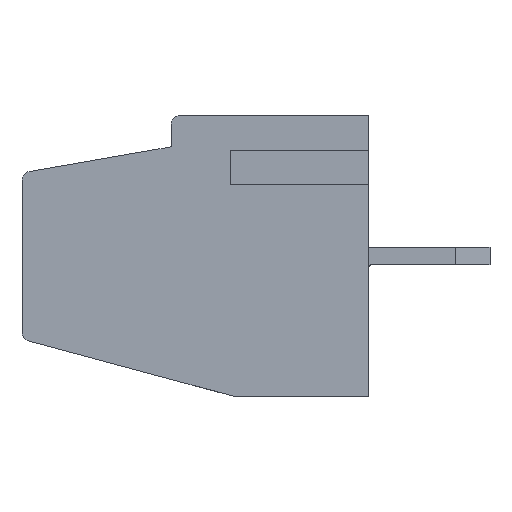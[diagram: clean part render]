
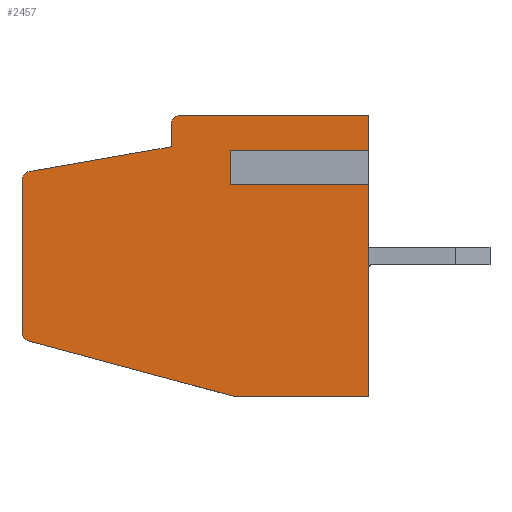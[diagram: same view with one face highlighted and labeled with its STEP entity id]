
A CAD part, left-side view. The second image highlights one B-rep face of the part: STEP entity #2457.
In plain terms, the highlighted planar face has unit normal (-1, 0, 0).
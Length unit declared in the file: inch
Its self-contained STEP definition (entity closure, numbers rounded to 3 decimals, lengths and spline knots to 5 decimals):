
#60 = DIRECTION ( 'NONE',  ( 0., 0., -1. ) ) ;
#71 = DIRECTION ( 'NONE',  ( -1., 0., 0. ) ) ;
#143 = CIRCLE ( 'NONE', #4593, 0.00984 ) ;
#249 = CARTESIAN_POINT ( 'NONE',  ( -0.2, 0.02756, 0.12402 ) ) ;
#357 = CARTESIAN_POINT ( 'NONE',  ( -0.2, 0.03709, -0.13756 ) ) ;
#387 = DIRECTION ( 'NONE',  ( 0., 0., -1. ) ) ;
#403 = ORIENTED_EDGE ( 'NONE', *, *, #4379, .T. ) ;
#475 = EDGE_CURVE ( 'NONE', #3462, #2025, #813, .T. ) ;
#507 = CARTESIAN_POINT ( 'NONE',  ( -0.2, -0.19685, 0.15945 ) ) ;
#774 = DIRECTION ( 'NONE',  ( 0., -1., 0. ) ) ;
#802 = VECTOR ( 'NONE', #774, 39.37008 ) ;
#813 = LINE ( 'NONE', #357, #4376 ) ;
#842 = VERTEX_POINT ( 'NONE', #1642 ) ;
#860 = VERTEX_POINT ( 'NONE', #2126 ) ;
#983 = CARTESIAN_POINT ( 'NONE',  ( -0.2, 0.19685, 0.08621 ) ) ;
#984 = ORIENTED_EDGE ( 'NONE', *, *, #2954, .T. ) ;
#985 = CARTESIAN_POINT ( 'NONE',  ( -0.2, 0.18701, -0.08695 ) ) ;
#1085 = DIRECTION ( 'NONE',  ( 1., 0., 0. ) ) ;
#1091 = VECTOR ( 'NONE', #2836, 39.37008 ) ;
#1143 = ORIENTED_EDGE ( 'NONE', *, *, #5458, .F. ) ;
#1220 = CIRCLE ( 'NONE', #2597, 0.00984 ) ;
#1612 = ORIENTED_EDGE ( 'NONE', *, *, #2284, .F. ) ;
#1642 = CARTESIAN_POINT ( 'NONE',  ( -0.2, 0.19685, -0.08695 ) ) ;
#1654 = CARTESIAN_POINT ( 'NONE',  ( -0.2, -0.19685, 0.15945 ) ) ;
#1909 = VECTOR ( 'NONE', #5811, 39.37008 ) ;
#1959 = EDGE_CURVE ( 'NONE', #3056, #842, #3735, .T. ) ;
#2025 = VERTEX_POINT ( 'NONE', #4850 ) ;
#2040 = LINE ( 'NONE', #3937, #1909 ) ;
#2126 = CARTESIAN_POINT ( 'NONE',  ( -0.2, -0.19685, -0.15945 ) ) ;
#2200 = LINE ( 'NONE', #4531, #802 ) ;
#2235 = DIRECTION ( 'NONE',  ( 0., -0.966, -0.26 ) ) ;
#2284 = EDGE_CURVE ( 'NONE', #2433, #860, #3670, .T. ) ;
#2332 = VERTEX_POINT ( 'NONE', #2830 ) ;
#2433 = VERTEX_POINT ( 'NONE', #507 ) ;
#2447 = CARTESIAN_POINT ( 'NONE',  ( -0.2, 0.02756, 0.14961 ) ) ;
#2457 = ADVANCED_FACE ( 'NONE', ( #5270 ), #4875, .F. ) ;
#2516 = DIRECTION ( 'NONE',  ( 0., 1., 0. ) ) ;
#2597 = AXIS2_PLACEMENT_3D ( 'NONE', #985, #71, #4826 ) ;
#2684 = DIRECTION ( 'NONE',  ( 0., 0., -1. ) ) ;
#2830 = CARTESIAN_POINT ( 'NONE',  ( -0.2, 0.1887, 0.09591 ) ) ;
#2836 = DIRECTION ( 'NONE',  ( 0., 0., -1. ) ) ;
#2865 = CARTESIAN_POINT ( 'NONE',  ( -0.2, 0.01772, 0.15945 ) ) ;
#2886 = ORIENTED_EDGE ( 'NONE', *, *, #5212, .T. ) ;
#2954 = EDGE_CURVE ( 'NONE', #3733, #4193, #5804, .T. ) ;
#2978 = VECTOR ( 'NONE', #5115, 39.37008 ) ;
#3027 = CARTESIAN_POINT ( 'NONE',  ( -0.2, 0.18957, -0.09645 ) ) ;
#3056 = VERTEX_POINT ( 'NONE', #983 ) ;
#3126 = AXIS2_PLACEMENT_3D ( 'NONE', #4809, #1085, #2516 ) ;
#3159 = DIRECTION ( 'NONE',  ( -1., 0., 0. ) ) ;
#3192 = CARTESIAN_POINT ( 'NONE',  ( -0.2, 0.01772, 0.14961 ) ) ;
#3219 = CARTESIAN_POINT ( 'NONE',  ( -0.2, 0.19685, 0.15945 ) ) ;
#3231 = LINE ( 'NONE', #3632, #2978 ) ;
#3462 = VERTEX_POINT ( 'NONE', #3027 ) ;
#3632 = CARTESIAN_POINT ( 'NONE',  ( -0.2, 0.02181, 0.12502 ) ) ;
#3670 = LINE ( 'NONE', #4249, #3773 ) ;
#3733 = VERTEX_POINT ( 'NONE', #2865 ) ;
#3735 = LINE ( 'NONE', #3219, #1091 ) ;
#3773 = VECTOR ( 'NONE', #387, 39.37008 ) ;
#3932 = EDGE_LOOP ( 'NONE', ( #4221, #2886, #4913, #403, #1612, #1143, #984, #6012, #4000, #5507 ) ) ;
#3937 = CARTESIAN_POINT ( 'NONE',  ( -0.2, 0.02756, 0. ) ) ;
#4000 = ORIENTED_EDGE ( 'NONE', *, *, #4551, .F. ) ;
#4193 = VERTEX_POINT ( 'NONE', #2447 ) ;
#4221 = ORIENTED_EDGE ( 'NONE', *, *, #1959, .T. ) ;
#4249 = CARTESIAN_POINT ( 'NONE',  ( -0.2, -0.19685, 0.15945 ) ) ;
#4291 = CARTESIAN_POINT ( 'NONE',  ( -0.2, 0.18701, 0.08621 ) ) ;
#4376 = VECTOR ( 'NONE', #2235, 39.37008 ) ;
#4379 = EDGE_CURVE ( 'NONE', #2025, #860, #2200, .T. ) ;
#4531 = CARTESIAN_POINT ( 'NONE',  ( -0.2, -0.19685, -0.15945 ) ) ;
#4540 = DIRECTION ( 'NONE',  ( 0., -1., 0. ) ) ;
#4551 = EDGE_CURVE ( 'NONE', #2332, #4836, #3231, .T. ) ;
#4593 = AXIS2_PLACEMENT_3D ( 'NONE', #4291, #4849, #60 ) ;
#4809 = CARTESIAN_POINT ( 'NONE',  ( -0.2, -0.19685, 0.15945 ) ) ;
#4826 = DIRECTION ( 'NONE',  ( 0., 0., -1. ) ) ;
#4832 = AXIS2_PLACEMENT_3D ( 'NONE', #3192, #3159, #2684 ) ;
#4836 = VERTEX_POINT ( 'NONE', #249 ) ;
#4849 = DIRECTION ( 'NONE',  ( -1., 0., 0. ) ) ;
#4850 = CARTESIAN_POINT ( 'NONE',  ( -0.2, -0.04409, -0.15945 ) ) ;
#4875 = PLANE ( 'NONE',  #3126 ) ;
#4913 = ORIENTED_EDGE ( 'NONE', *, *, #475, .T. ) ;
#5115 = DIRECTION ( 'NONE',  ( 0., -0.985, 0.172 ) ) ;
#5186 = VECTOR ( 'NONE', #4540, 39.37008 ) ;
#5212 = EDGE_CURVE ( 'NONE', #842, #3462, #1220, .T. ) ;
#5270 = FACE_OUTER_BOUND ( 'NONE', #3932, .T. ) ;
#5406 = EDGE_CURVE ( 'NONE', #2332, #3056, #143, .T. ) ;
#5455 = LINE ( 'NONE', #1654, #5186 ) ;
#5458 = EDGE_CURVE ( 'NONE', #3733, #2433, #5455, .T. ) ;
#5507 = ORIENTED_EDGE ( 'NONE', *, *, #5406, .T. ) ;
#5780 = EDGE_CURVE ( 'NONE', #4836, #4193, #2040, .T. ) ;
#5804 = CIRCLE ( 'NONE', #4832, 0.00984 ) ;
#5811 = DIRECTION ( 'NONE',  ( 0., 0., 1. ) ) ;
#6012 = ORIENTED_EDGE ( 'NONE', *, *, #5780, .F. ) ;
